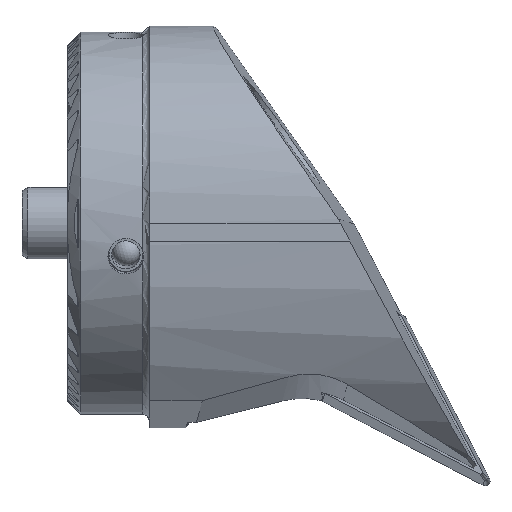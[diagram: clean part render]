
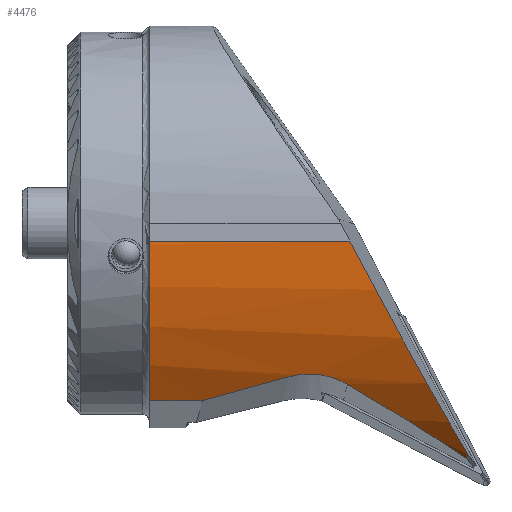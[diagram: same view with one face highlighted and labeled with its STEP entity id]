
A CAD part, front view. The second image highlights one B-rep face of the part: STEP entity #4476.
In plain terms, the highlighted cylindrical face has radius 23 mm (diameter 46 mm), a partial arc.
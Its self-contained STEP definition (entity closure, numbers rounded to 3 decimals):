
#111 = CARTESIAN_POINT ( 'NONE',  ( 13.218, -12.676, -14.225 ) ) ;
#343 = CARTESIAN_POINT ( 'NONE',  ( 21.54, -13.505, -12.85 ) ) ;
#426 = CARTESIAN_POINT ( 'NONE',  ( 19.847, -13.631, -12.625 ) ) ;
#548 = CARTESIAN_POINT ( 'NONE',  ( 23.075, -13.113, -13.515 ) ) ;
#551 = LINE ( 'NONE', #8091, #13066 ) ;
#614 = CARTESIAN_POINT ( 'NONE',  ( -1.123, -16.5, -1.5 ) ) ;
#732 = ORIENTED_EDGE ( 'NONE', *, *, #10918, .F. ) ;
#953 = CARTESIAN_POINT ( 'NONE',  ( 30.488, -13.464, -14.924 ) ) ;
#1300 = VERTEX_POINT ( 'NONE', #9147 ) ;
#1387 = CARTESIAN_POINT ( 'NONE',  ( 22.719, -13.241, -13.305 ) ) ;
#1558 = CARTESIAN_POINT ( 'NONE',  ( 6.5, -12.215, -14.869 ) ) ;
#1580 = VERTEX_POINT ( 'NONE', #11587 ) ;
#1744 = CARTESIAN_POINT ( 'NONE',  ( 10.907, -12.215, -14.869 ) ) ;
#1790 = VERTEX_POINT ( 'NONE', #2035 ) ;
#2035 = CARTESIAN_POINT ( 'NONE',  ( 6.5, -16.497, -1.842 ) ) ;
#2109 = CARTESIAN_POINT ( 'NONE',  ( 23.266, -16.5, -1.5 ) ) ;
#2868 = CARTESIAN_POINT ( 'NONE',  ( 30.497, -9.769, -17.999 ) ) ;
#3075 = AXIS2_PLACEMENT_3D ( 'NONE', #5958, #12130, #7897 ) ;
#3673 = VERTEX_POINT ( 'NONE', #1558 ) ;
#3677 = ORIENTED_EDGE ( 'NONE', *, *, #3916, .T. ) ;
#3898 = CARTESIAN_POINT ( 'NONE',  ( 33.157, -7.984, -19.367 ) ) ;
#3916 = EDGE_CURVE ( 'NONE', #1580, #4899, #4376, .T. ) ;
#4121 = CARTESIAN_POINT ( 'NONE',  ( 18.576, -13.558, -12.755 ) ) ;
#4376 =( BOUNDED_CURVE ( )  B_SPLINE_CURVE ( 3, ( #1744, #111, #12239, #7108 ),
 .UNSPECIFIED., .F., .T. ) 
 B_SPLINE_CURVE_WITH_KNOTS ( ( 4, 4 ),
 ( 3.955, 4.058 ),
 .UNSPECIFIED. ) 
 CURVE ( )  GEOMETRIC_REPRESENTATION_ITEM ( )  RATIONAL_B_SPLINE_CURVE ( ( 1., 0.999, 0.999, 1. ) ) 
 REPRESENTATION_ITEM ( '' )  );
#4474 = CARTESIAN_POINT ( 'NONE',  ( 22.342, -13.344, -13.129 ) ) ;
#4476 = ADVANCED_FACE ( 'NONE', ( #9015 ), #10780, .T. ) ;
#4512 = EDGE_LOOP ( 'NONE', ( #6703, #10647, #6409, #3677, #12694, #5233, #6195, #732, #7780 ) ) ;
#4669 = CARTESIAN_POINT ( 'NONE',  ( 6.5, -16.5, -1.614 ) ) ;
#4884 =( BOUNDED_CURVE ( )  B_SPLINE_CURVE ( 3, ( #12640, #12543, #8522, #10642 ),
 .UNSPECIFIED., .F., .T. ) 
 B_SPLINE_CURVE_WITH_KNOTS ( ( 4, 4 ),
 ( 2.92, 2.944 ),
 .UNSPECIFIED. ) 
 CURVE ( )  GEOMETRIC_REPRESENTATION_ITEM ( )  RATIONAL_B_SPLINE_CURVE ( ( 1., 1., 1., 1. ) ) 
 REPRESENTATION_ITEM ( '' )  );
#4899 = VERTEX_POINT ( 'NONE', #10247 ) ;
#5140 = CARTESIAN_POINT ( 'NONE',  ( 20.283, -13.623, -12.638 ) ) ;
#5233 = ORIENTED_EDGE ( 'NONE', *, *, #10263, .T. ) ;
#5958 = CARTESIAN_POINT ( 'NONE',  ( 6.5, 6.5, -1.5 ) ) ;
#6067 = AXIS2_PLACEMENT_3D ( 'NONE', #6904, #8875, #11834 ) ;
#6195 = ORIENTED_EDGE ( 'NONE', *, *, #12159, .F. ) ;
#6409 = ORIENTED_EDGE ( 'NONE', *, *, #10408, .T. ) ;
#6703 = ORIENTED_EDGE ( 'NONE', *, *, #11404, .T. ) ;
#6778 = CARTESIAN_POINT ( 'NONE',  ( 6.499, -16.5, -1.5 ) ) ;
#6904 = CARTESIAN_POINT ( 'NONE',  ( -1.123, 6.5, -1.5 ) ) ;
#7108 = CARTESIAN_POINT ( 'NONE',  ( 18.163, -13.494, -12.868 ) ) ;
#7456 = CARTESIAN_POINT ( 'NONE',  ( 18.995, -13.598, -12.684 ) ) ;
#7654 = EDGE_CURVE ( 'NONE', #4899, #8442, #11978, .T. ) ;
#7719 = DIRECTION ( 'NONE',  ( 1., 0., 0. ) ) ;
#7780 = ORIENTED_EDGE ( 'NONE', *, *, #10770, .F. ) ;
#7807 = LINE ( 'NONE', #614, #10992 ) ;
#7897 = DIRECTION ( 'NONE',  ( 0., 0., -1. ) ) ;
#7967 = DIRECTION ( 'NONE',  ( 1., 0., 0. ) ) ;
#7977 = CARTESIAN_POINT ( 'NONE',  ( 26.963, -16.5, -8.555 ) ) ;
#8091 = CARTESIAN_POINT ( 'NONE',  ( -1.123, -12.215, -14.869 ) ) ;
#8442 = VERTEX_POINT ( 'NONE', #11036 ) ;
#8522 = CARTESIAN_POINT ( 'NONE',  ( 33.07, -7.693, -19.6 ) ) ;
#8875 = DIRECTION ( 'NONE',  ( 1., 0., 0. ) ) ;
#8939 =( BOUNDED_CURVE ( )  B_SPLINE_CURVE ( 3, ( #548, #12641, #2868, #11808 ),
 .UNSPECIFIED., .F., .T. ) 
 B_SPLINE_CURVE_WITH_KNOTS ( ( 4, 4 ),
 ( 5.43, 5.795 ),
 .UNSPECIFIED. ) 
 CURVE ( )  GEOMETRIC_REPRESENTATION_ITEM ( )  RATIONAL_B_SPLINE_CURVE ( ( 1., 0.989, 0.989, 1. ) ) 
 REPRESENTATION_ITEM ( '' )  );
#8983 = VERTEX_POINT ( 'NONE', #2109 ) ;
#9001 = B_SPLINE_CURVE_WITH_KNOTS ( 'NONE', 3,
 ( #12858, #4669, #9733, #12949 ),
 .UNSPECIFIED., .F., .F.,
 ( 4, 4 ),
 ( 0., 0. ),
 .UNSPECIFIED. ) ;
#9015 = FACE_OUTER_BOUND ( 'NONE', #4512, .T. ) ;
#9147 = CARTESIAN_POINT ( 'NONE',  ( 33.031, -7.545, -19.714 ) ) ;
#9194 = CARTESIAN_POINT ( 'NONE',  ( 33.157, -7.984, -19.367 ) ) ;
#9733 = CARTESIAN_POINT ( 'NONE',  ( 6.5, -16.499, -1.728 ) ) ;
#9836 = CIRCLE ( 'NONE', #3075, 23. ) ;
#10020 = CARTESIAN_POINT ( 'NONE',  ( 23.266, -16.5, -1.5 ) ) ;
#10247 = CARTESIAN_POINT ( 'NONE',  ( 18.163, -13.494, -12.868 ) ) ;
#10263 = EDGE_CURVE ( 'NONE', #8442, #1300, #8939, .T. ) ;
#10408 = EDGE_CURVE ( 'NONE', #3673, #1580, #551, .T. ) ;
#10427 = CARTESIAN_POINT ( 'NONE',  ( 21.127, -13.56, -12.751 ) ) ;
#10642 = CARTESIAN_POINT ( 'NONE',  ( 33.031, -7.545, -19.714 ) ) ;
#10647 = ORIENTED_EDGE ( 'NONE', *, *, #12927, .T. ) ;
#10770 = EDGE_CURVE ( 'NONE', #11505, #8983, #7807, .T. ) ;
#10780 = CYLINDRICAL_SURFACE ( 'NONE', #6067, 23. ) ;
#10918 = EDGE_CURVE ( 'NONE', #8983, #12429, #11156, .T. ) ;
#10992 = VECTOR ( 'NONE', #7719, 1000. ) ;
#11036 = CARTESIAN_POINT ( 'NONE',  ( 23.075, -13.113, -13.515 ) ) ;
#11156 =( BOUNDED_CURVE ( )  B_SPLINE_CURVE ( 3, ( #10020, #7977, #953, #3898 ),
 .UNSPECIFIED., .F., .T. ) 
 B_SPLINE_CURVE_WITH_KNOTS ( ( 4, 4 ),
 ( 4.594, 5.484 ),
 .UNSPECIFIED. ) 
 CURVE ( )  GEOMETRIC_REPRESENTATION_ITEM ( )  RATIONAL_B_SPLINE_CURVE ( ( 1., 0.935, 0.935, 1. ) ) 
 REPRESENTATION_ITEM ( '' )  );
#11404 = EDGE_CURVE ( 'NONE', #11505, #1790, #9001, .T. ) ;
#11505 = VERTEX_POINT ( 'NONE', #6778 ) ;
#11513 = CARTESIAN_POINT ( 'NONE',  ( 23.075, -13.113, -13.515 ) ) ;
#11587 = CARTESIAN_POINT ( 'NONE',  ( 10.907, -12.215, -14.869 ) ) ;
#11808 = CARTESIAN_POINT ( 'NONE',  ( 33.031, -7.545, -19.714 ) ) ;
#11834 = DIRECTION ( 'NONE',  ( 0., 0., -1. ) ) ;
#11978 = B_SPLINE_CURVE_WITH_KNOTS ( 'NONE', 3,
 ( #12613, #4121, #7456, #426, #5140, #10427, #343, #4474, #1387, #11513 ),
 .UNSPECIFIED., .F., .F.,
 ( 4, 2, 2, 2, 4 ),
 ( 0., 0.001, 0.003, 0.004, 0.005 ),
 .UNSPECIFIED. ) ;
#12130 = DIRECTION ( 'NONE',  ( 1., 0., 0. ) ) ;
#12159 = EDGE_CURVE ( 'NONE', #12429, #1300, #4884, .T. ) ;
#12239 = CARTESIAN_POINT ( 'NONE',  ( 15.639, -13.103, -13.557 ) ) ;
#12429 = VERTEX_POINT ( 'NONE', #9194 ) ;
#12543 = CARTESIAN_POINT ( 'NONE',  ( 33.112, -7.839, -19.484 ) ) ;
#12613 = CARTESIAN_POINT ( 'NONE',  ( 18.163, -13.494, -12.868 ) ) ;
#12640 = CARTESIAN_POINT ( 'NONE',  ( 33.157, -7.984, -19.367 ) ) ;
#12641 = CARTESIAN_POINT ( 'NONE',  ( 27.141, -11.645, -15.909 ) ) ;
#12694 = ORIENTED_EDGE ( 'NONE', *, *, #7654, .T. ) ;
#12858 = CARTESIAN_POINT ( 'NONE',  ( 6.499, -16.5, -1.5 ) ) ;
#12927 = EDGE_CURVE ( 'NONE', #1790, #3673, #9836, .T. ) ;
#12949 = CARTESIAN_POINT ( 'NONE',  ( 6.5, -16.497, -1.842 ) ) ;
#13066 = VECTOR ( 'NONE', #7967, 1000. ) ;
